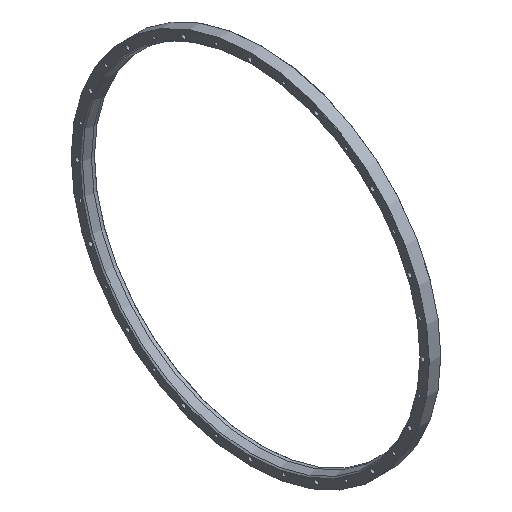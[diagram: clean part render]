
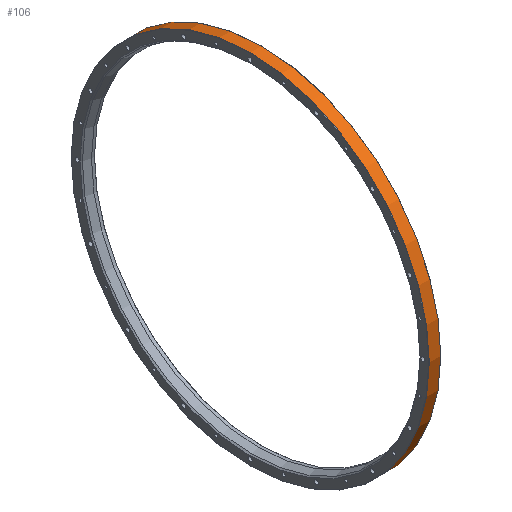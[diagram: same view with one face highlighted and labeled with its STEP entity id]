
A CAD part, isometric view. The second image highlights one B-rep face of the part: STEP entity #106.
In plain terms, the highlighted cylindrical face has radius 150.15 mm (diameter 300.3 mm), a full revolution.
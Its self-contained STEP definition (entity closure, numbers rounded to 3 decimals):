
#39=CYLINDRICAL_SURFACE('',#1515,150.15);
#106=ADVANCED_FACE('',(#278,#279),#39,.T.);
#278=FACE_BOUND('',#552,.T.);
#279=FACE_BOUND('',#553,.T.);
#552=EDGE_LOOP('',(#826));
#553=EDGE_LOOP('',(#827));
#826=ORIENTED_EDGE('',*,*,#1237,.T.);
#827=ORIENTED_EDGE('',*,*,#1238,.T.);
#1100=VERTEX_POINT('',#2277);
#1101=VERTEX_POINT('',#2279);
#1237=EDGE_CURVE('',#1100,#1100,#1374,.T.);
#1238=EDGE_CURVE('',#1101,#1101,#1375,.T.);
#1374=CIRCLE('',#1513,150.15);
#1375=CIRCLE('',#1514,150.15);
#1513=AXIS2_PLACEMENT_3D('',#2276,#1792,#1793);
#1514=AXIS2_PLACEMENT_3D('',#2278,#1794,#1795);
#1515=AXIS2_PLACEMENT_3D('',#2280,#1796,#1797);
#1792=DIRECTION('',(1.,0.,0.));
#1793=DIRECTION('',(0.,0.,-1.));
#1794=DIRECTION('',(-1.,0.,0.));
#1795=DIRECTION('',(0.,0.,1.));
#1796=DIRECTION('',(-1.,0.,0.));
#1797=DIRECTION('',(0.,0.,1.));
#2276=CARTESIAN_POINT('',(0.2,0.,0.));
#2277=CARTESIAN_POINT('',(0.2,0.,-150.15));
#2278=CARTESIAN_POINT('',(9.8,0.,0.));
#2279=CARTESIAN_POINT('',(9.8,0.,150.15));
#2280=CARTESIAN_POINT('',(0.,0.,0.));
